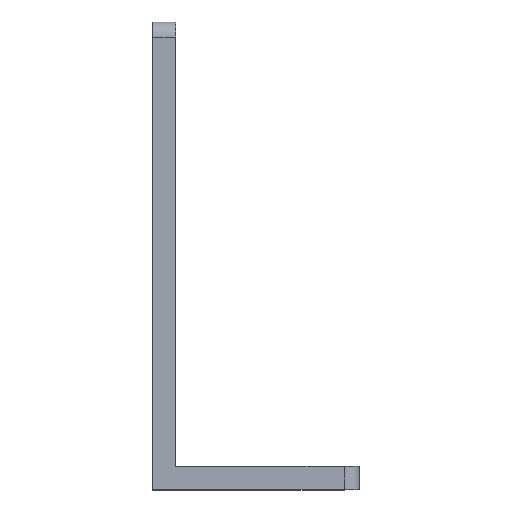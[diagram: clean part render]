
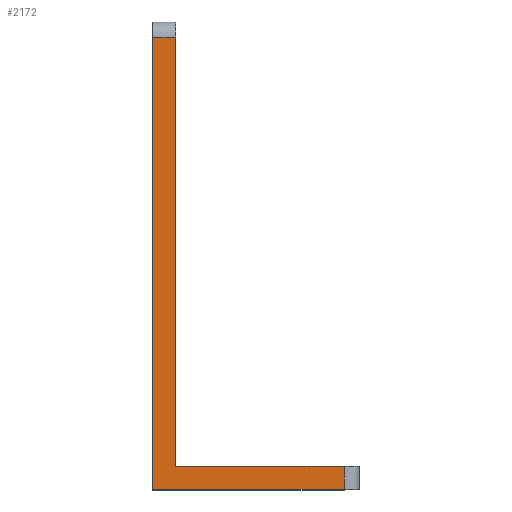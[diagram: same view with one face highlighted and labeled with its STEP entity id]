
A CAD part, top view. The second image highlights one B-rep face of the part: STEP entity #2172.
In plain terms, the highlighted planar face has unit normal (0, 0, 1).
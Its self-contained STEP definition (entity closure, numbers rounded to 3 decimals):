
#2 = DIRECTION ( 'NONE',  ( 0., 1., 0. ) ) ;
#22 = ORIENTED_EDGE ( 'NONE', *, *, #1265, .T. ) ;
#65 = DIRECTION ( 'NONE',  ( 0., 0., -1. ) ) ;
#162 = EDGE_CURVE ( 'NONE', #712, #616, #2027, .T. ) ;
#199 = ORIENTED_EDGE ( 'NONE', *, *, #466, .T. ) ;
#205 = CARTESIAN_POINT ( 'NONE',  ( 22., 58., 20. ) ) ;
#218 = ORIENTED_EDGE ( 'NONE', *, *, #1175, .T. ) ;
#239 = CARTESIAN_POINT ( 'NONE',  ( 22., 0., 20. ) ) ;
#253 = DIRECTION ( 'NONE',  ( 0., 1., 0. ) ) ;
#351 = EDGE_LOOP ( 'NONE', ( #199, #22, #218, #703, #1941, #1709 ) ) ;
#401 = LINE ( 'NONE', #2031, #2082 ) ;
#433 = VECTOR ( 'NONE', #1630, 1000. ) ;
#463 = LINE ( 'NONE', #1649, #2015 ) ;
#466 = EDGE_CURVE ( 'NONE', #1736, #1047, #1508, .T. ) ;
#478 = CARTESIAN_POINT ( 'NONE',  ( -3., 56., 20. ) ) ;
#480 = PLANE ( 'NONE',  #2415 ) ;
#616 = VERTEX_POINT ( 'NONE', #2537 ) ;
#617 = DIRECTION ( 'NONE',  ( -1., 0., 0. ) ) ;
#703 = ORIENTED_EDGE ( 'NONE', *, *, #162, .T. ) ;
#712 = VERTEX_POINT ( 'NONE', #1791 ) ;
#812 = VERTEX_POINT ( 'NONE', #478 ) ;
#896 = VECTOR ( 'NONE', #1830, 1000. ) ;
#1017 = FACE_OUTER_BOUND ( 'NONE', #351, .T. ) ;
#1024 = CARTESIAN_POINT ( 'NONE',  ( 0., 0., 20. ) ) ;
#1047 = VERTEX_POINT ( 'NONE', #2178 ) ;
#1175 = EDGE_CURVE ( 'NONE', #1559, #712, #2576, .T. ) ;
#1265 = EDGE_CURVE ( 'NONE', #1047, #1559, #1362, .T. ) ;
#1329 = CARTESIAN_POINT ( 'NONE',  ( 0., 58., 20. ) ) ;
#1362 = LINE ( 'NONE', #205, #1820 ) ;
#1400 = EDGE_CURVE ( 'NONE', #812, #1736, #463, .T. ) ;
#1407 = EDGE_CURVE ( 'NONE', #616, #812, #401, .T. ) ;
#1453 = DIRECTION ( 'NONE',  ( 0., -1., 0. ) ) ;
#1508 = LINE ( 'NONE', #2214, #896 ) ;
#1511 = CARTESIAN_POINT ( 'NONE',  ( 0., 58., 20. ) ) ;
#1536 = DIRECTION ( 'NONE',  ( -1., 0., 0. ) ) ;
#1559 = VERTEX_POINT ( 'NONE', #239 ) ;
#1630 = DIRECTION ( 'NONE',  ( -1., 0., 0. ) ) ;
#1649 = CARTESIAN_POINT ( 'NONE',  ( -3., -3., 20. ) ) ;
#1709 = ORIENTED_EDGE ( 'NONE', *, *, #1400, .T. ) ;
#1736 = VERTEX_POINT ( 'NONE', #2127 ) ;
#1791 = CARTESIAN_POINT ( 'NONE',  ( 0., 0., 20. ) ) ;
#1820 = VECTOR ( 'NONE', #2, 1000. ) ;
#1830 = DIRECTION ( 'NONE',  ( 1., 0., 0. ) ) ;
#1941 = ORIENTED_EDGE ( 'NONE', *, *, #1407, .T. ) ;
#1971 = VECTOR ( 'NONE', #253, 1000. ) ;
#2015 = VECTOR ( 'NONE', #1453, 1000. ) ;
#2027 = LINE ( 'NONE', #1511, #1971 ) ;
#2031 = CARTESIAN_POINT ( 'NONE',  ( 0., 56., 20. ) ) ;
#2082 = VECTOR ( 'NONE', #617, 1000. ) ;
#2127 = CARTESIAN_POINT ( 'NONE',  ( -3., -3., 20. ) ) ;
#2172 = ADVANCED_FACE ( 'NONE', ( #1017 ), #480, .F. ) ;
#2178 = CARTESIAN_POINT ( 'NONE',  ( 22., -3., 20. ) ) ;
#2214 = CARTESIAN_POINT ( 'NONE',  ( 24., -3., 20. ) ) ;
#2415 = AXIS2_PLACEMENT_3D ( 'NONE', #1329, #65, #1536 ) ;
#2537 = CARTESIAN_POINT ( 'NONE',  ( 0., 56., 20. ) ) ;
#2576 = LINE ( 'NONE', #1024, #433 ) ;
